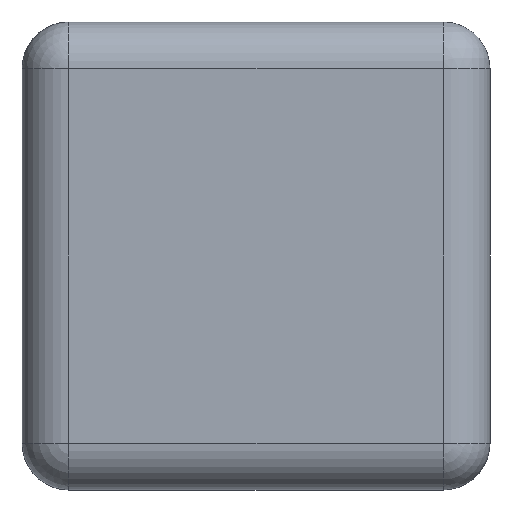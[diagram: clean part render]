
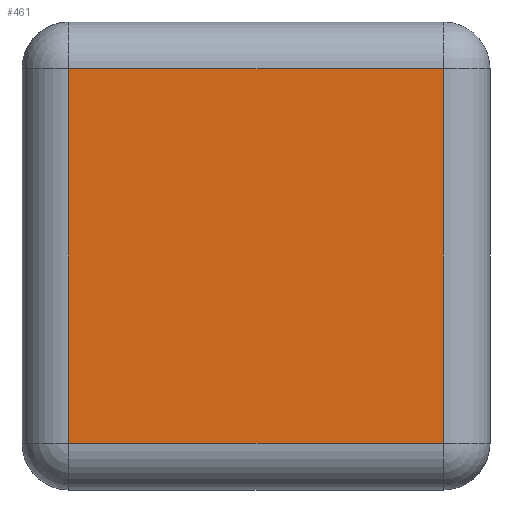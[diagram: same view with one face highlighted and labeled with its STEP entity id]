
A CAD part, left-side view. The second image highlights one B-rep face of the part: STEP entity #461.
In plain terms, the highlighted planar face has unit normal (-1, 0, 0).
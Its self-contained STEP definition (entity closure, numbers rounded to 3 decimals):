
#13=DIRECTION('',(0.,0.,1.));
#14=DIRECTION('',(1.,0.,0.));
#28=VECTOR('',#13,1.);
#46=DIRECTION('',(0.,1.,0.));
#123=CARTESIAN_POINT('',(-1.6,-1.25,0.25));
#133=CARTESIAN_POINT('',(-1.6,-1.25,2.25));
#136=CARTESIAN_POINT('',(-1.6,-1.25,0.));
#208=CARTESIAN_POINT('',(-1.6,-1.,0.));
#212=CARTESIAN_POINT('',(-1.6,-1.,0.25));
#221=VECTOR('',#46,1.);
#252=CARTESIAN_POINT('',(-1.6,-1.,2.25));
#278=VERTEX_POINT('',#212);
#283=VERTEX_POINT('',#252);
#286=ORIENTED_EDGE('',*,*,#287,.F.);
#287=EDGE_CURVE('',#278,#283,#288,.T.);
#288=LINE('',#208,#28);
#382=CARTESIAN_POINT('',(-1.6,1.,0.));
#461=ADVANCED_FACE('',(#462),#477,.F.);
#462=FACE_BOUND('',#463,.F.);
#463=EDGE_LOOP('',(#286,#464,#469,#474));
#464=ORIENTED_EDGE('',*,*,#465,.T.);
#465=EDGE_CURVE('',#278,#466,#468,.T.);
#466=VERTEX_POINT('',#467);
#467=CARTESIAN_POINT('',(-1.6,1.,0.25));
#468=LINE('',#123,#221);
#469=ORIENTED_EDGE('',*,*,#470,.T.);
#470=EDGE_CURVE('',#466,#471,#473,.T.);
#471=VERTEX_POINT('',#472);
#472=CARTESIAN_POINT('',(-1.6,1.,2.25));
#473=LINE('',#382,#28);
#474=ORIENTED_EDGE('',*,*,#475,.F.);
#475=EDGE_CURVE('',#283,#471,#476,.T.);
#476=LINE('',#133,#221);
#477=PLANE('',#478);
#478=AXIS2_PLACEMENT_3D('',#136,#14,#13);
